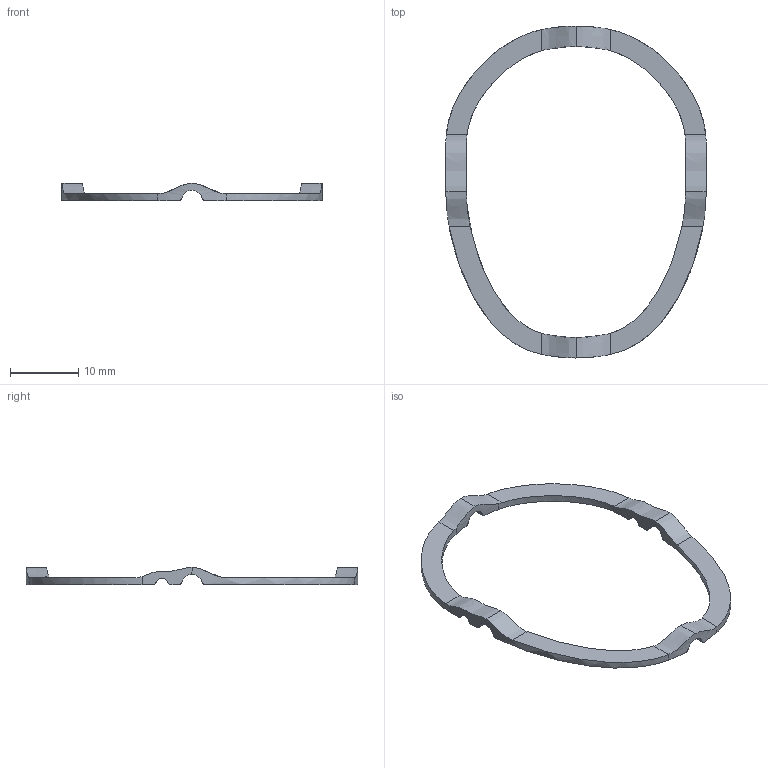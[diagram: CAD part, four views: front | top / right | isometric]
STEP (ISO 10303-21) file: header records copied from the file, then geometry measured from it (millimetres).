
FILE_DESCRIPTION(('CATIA V5 STEP Exchange'),'2;1');
FILE_NAME('Aeussere_Aufhaengung.stp','2015-11-24T16:56:13+00:00',('none'),('none'),'CATIA Version 5 Release 17 (IN-10)','CATIA V5 STEP AP203','none');
FILE_SCHEMA(('CONFIG_CONTROL_DESIGN'));
Length unit declared in the file: millimetre
Products named in the file (1): Aeussere_Aufhaengung
Bounding box: 38 x 48.5 x 2.5 mm (x, y, z)
Volume: 449.8 mm3; surface area: 1109.6 mm2
Topology: 1 solids, 1 shells, 58 faces, 166 edges, 108 vertices
Faces by surface type: cylinder 28, extrusion 16, plane 14
Entity records: 2197 total; most frequent: CARTESIAN_POINT 842, ORIENTED_EDGE 332, EDGE_CURVE 166, DIRECTION 164, VERTEX_POINT 108, B_SPLINE_CURVE_WITH_KNOTS 84, VECTOR 82, LINE 66
